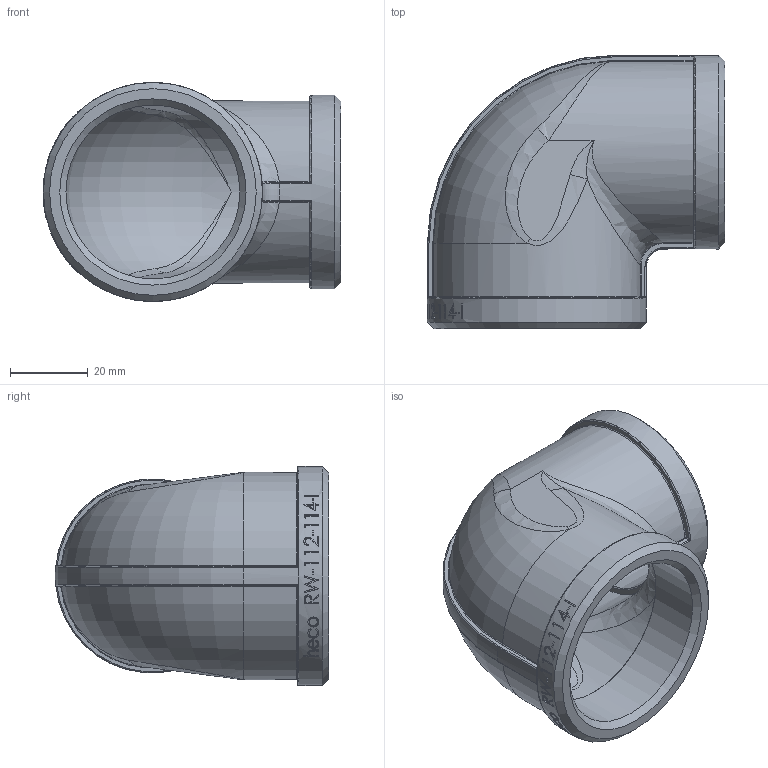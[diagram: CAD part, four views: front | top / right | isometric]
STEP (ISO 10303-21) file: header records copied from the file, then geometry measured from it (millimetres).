
FILE_DESCRIPTION (( 'STEP AP214' ), '1' );
FILE_NAME ('heco_RW-112-114-I.STEP', '2016-06-30T11:20:24', ( '' ), ( '' ), 'SwSTEP 2.0', 'SolidWorks 2011', '' );
FILE_SCHEMA (( 'AUTOMOTIVE_DESIGN' ));
Length unit declared in the file: millimetre
Products named in the file (1): heco_RW-112-114-I
Bounding box: 76.85 x 70.49 x 56.5 mm (x, y, z)
Volume: 42033 mm3; surface area: 27512.5 mm2
Topology: 1 solids, 1 shells, 290 faces, 721 edges, 437 vertices
Faces by surface type: bspline 111, plane 90, cylinder 56, torus 19, sphere 8, cone 6
Full cylindrical faces by diameter (mm): 38.952 x1, 42.2 x1, 44.845 x1, 48.7 x1, 50 x1, 56.5 x1
Entity records: 19582 total; most frequent: CARTESIAN_POINT 11965, ORIENTED_EDGE 1374, DIRECTION 908, EDGE_CURVE 687, VERTEX_POINT 433, AXIS2_PLACEMENT_3D 371, EDGE_LOOP 326, B_SPLINE_CURVE_WITH_KNOTS 326
